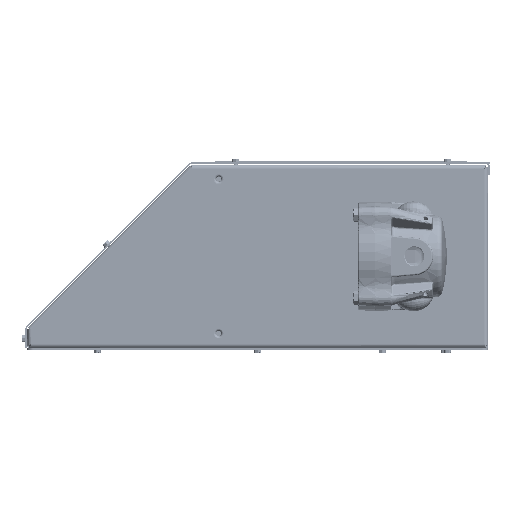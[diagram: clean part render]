
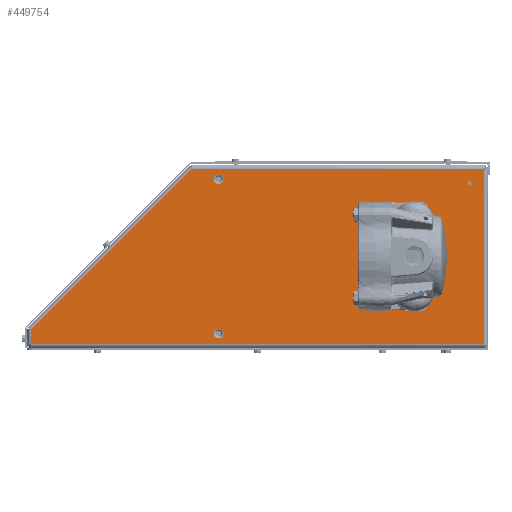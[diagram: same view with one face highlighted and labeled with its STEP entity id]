
A CAD part, left-side view. The second image highlights one B-rep face of the part: STEP entity #449754.
In plain terms, the highlighted planar face has unit normal (-1, 0, 0).
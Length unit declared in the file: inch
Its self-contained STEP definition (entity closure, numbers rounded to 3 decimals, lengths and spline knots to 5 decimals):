
#1108 = CARTESIAN_POINT ( 'NONE',  ( -29.7455, 1.71115, -3.42012 ) ) ;
#3724 = AXIS2_PLACEMENT_3D ( 'NONE', #530845, #187608, #135913 ) ;
#4223 = CARTESIAN_POINT ( 'NONE',  ( -29.7455, 1.70993, 3.11363 ) ) ;
#7594 = DIRECTION ( 'NONE',  ( 0., 0., 1. ) ) ;
#8985 = EDGE_CURVE ( 'NONE', #63106, #119967, #80126, .T. ) ;
#18013 = CARTESIAN_POINT ( 'NONE',  ( -29.7455, -6.8153, 0.76738 ) ) ;
#19259 = DIRECTION ( 'NONE',  ( 1., 0., 0. ) ) ;
#25978 = DIRECTION ( 'NONE',  ( 0., 0.707, -0.707 ) ) ;
#26151 = VERTEX_POINT ( 'NONE', #429174 ) ;
#29267 = EDGE_CURVE ( 'NONE', #510917, #26151, #218521, .T. ) ;
#30095 = DIRECTION ( 'NONE',  ( 1., 0., 0. ) ) ;
#33668 = CARTESIAN_POINT ( 'NONE',  ( -29.7455, 9.8906, 97.48288 ) ) ;
#36891 = ORIENTED_EDGE ( 'NONE', *, *, #461324, .T. ) ;
#38685 = ORIENTED_EDGE ( 'NONE', *, *, #415952, .T. ) ;
#48168 = DIRECTION ( 'NONE',  ( 0., -1., 0. ) ) ;
#57098 = EDGE_LOOP ( 'NONE', ( #520476, #181507, #514970, #565195, #97309 ) ) ;
#63106 = VERTEX_POINT ( 'NONE', #299254 ) ;
#63197 = VERTEX_POINT ( 'NONE', #330585 ) ;
#71812 = CARTESIAN_POINT ( 'NONE',  ( -29.7455, 1.71115, -3.63637 ) ) ;
#78998 = VECTOR ( 'NONE', #302025, 39.37008 ) ;
#80126 = LINE ( 'NONE', #486355, #78998 ) ;
#80254 = CARTESIAN_POINT ( 'NONE',  ( -29.7455, 1.70993, 3.54613 ) ) ;
#81089 = CARTESIAN_POINT ( 'NONE',  ( -29.7455, 0., 0. ) ) ;
#82149 = EDGE_LOOP ( 'NONE', ( #111783, #154719 ) ) ;
#97309 = ORIENTED_EDGE ( 'NONE', *, *, #484558, .T. ) ;
#98472 = ORIENTED_EDGE ( 'NONE', *, *, #244167, .T. ) ;
#108896 = AXIS2_PLACEMENT_3D ( 'NONE', #1108, #176831, #225750 ) ;
#111783 = ORIENTED_EDGE ( 'NONE', *, *, #132683, .T. ) ;
#113612 = CARTESIAN_POINT ( 'NONE',  ( -29.7455, 2.86794, 3.78018 ) ) ;
#117750 = EDGE_CURVE ( 'NONE', #226907, #208454, #557543, .T. ) ;
#119967 = VERTEX_POINT ( 'NONE', #208737 ) ;
#121382 = FACE_OUTER_BOUND ( 'NONE', #57098, .T. ) ;
#129984 = FACE_BOUND ( 'NONE', #160324, .T. ) ;
#132683 = EDGE_CURVE ( 'NONE', #216431, #254257, #487776, .T. ) ;
#135913 = DIRECTION ( 'NONE',  ( 0., 0., -1. ) ) ;
#136426 = AXIS2_PLACEMENT_3D ( 'NONE', #324750, #19259, #146112 ) ;
#146112 = DIRECTION ( 'NONE',  ( 0., 0., -1. ) ) ;
#154719 = ORIENTED_EDGE ( 'NONE', *, *, #158876, .T. ) ;
#157065 = DIRECTION ( 'NONE',  ( 0., 0., -1. ) ) ;
#158876 = EDGE_CURVE ( 'NONE', #254257, #216431, #371917, .T. ) ;
#160324 = EDGE_LOOP ( 'NONE', ( #244413, #545719 ) ) ;
#166793 = VECTOR ( 'NONE', #25978, 39.37008 ) ;
#172306 = CARTESIAN_POINT ( 'NONE',  ( -29.7455, -9.2656, 3.23018 ) ) ;
#172340 = LINE ( 'NONE', #270092, #490930 ) ;
#176831 = DIRECTION ( 'NONE',  ( 1., 0., 0. ) ) ;
#181507 = ORIENTED_EDGE ( 'NONE', *, *, #438908, .T. ) ;
#187608 = DIRECTION ( 'NONE',  ( 1., 0., 0. ) ) ;
#189848 = VERTEX_POINT ( 'NONE', #113612 ) ;
#195418 = DIRECTION ( 'NONE',  ( 0., 0., -1. ) ) ;
#200530 = CIRCLE ( 'NONE', #136426, 0.21625 ) ;
#201998 = AXIS2_PLACEMENT_3D ( 'NONE', #514350, #30095, #157065 ) ;
#204990 = CIRCLE ( 'NONE', #564354, 0.21625 ) ;
#208454 = VERTEX_POINT ( 'NONE', #172306 ) ;
#208737 = CARTESIAN_POINT ( 'NONE',  ( -29.7455, -9.8906, 3.78018 ) ) ;
#211188 = AXIS2_PLACEMENT_3D ( 'NONE', #503859, #241472, #195418 ) ;
#211565 = CARTESIAN_POINT ( 'NONE',  ( -29.7455, 1.71115, -3.42012 ) ) ;
#216431 = VERTEX_POINT ( 'NONE', #18013 ) ;
#218521 = CIRCLE ( 'NONE', #329321, 0.6875 ) ;
#221589 = CIRCLE ( 'NONE', #239703, 0.21625 ) ;
#225750 = DIRECTION ( 'NONE',  ( 0., 0., -1. ) ) ;
#226907 = VERTEX_POINT ( 'NONE', #500884 ) ;
#239206 = CARTESIAN_POINT ( 'NONE',  ( -29.7455, -68.35565, 75.00377 ) ) ;
#239703 = AXIS2_PLACEMENT_3D ( 'NONE', #211565, #387535, #482486 ) ;
#241472 = DIRECTION ( 'NONE',  ( 1., 0., 0. ) ) ;
#244167 = EDGE_CURVE ( 'NONE', #26151, #510917, #569984, .T. ) ;
#244413 = ORIENTED_EDGE ( 'NONE', *, *, #564238, .F. ) ;
#254257 = VERTEX_POINT ( 'NONE', #564876 ) ;
#268544 = VERTEX_POINT ( 'NONE', #80254 ) ;
#269801 = CARTESIAN_POINT ( 'NONE',  ( -29.7455, -9.2656, 3.15518 ) ) ;
#270092 = CARTESIAN_POINT ( 'NONE',  ( -29.7455, 110.7183, -3.87042 ) ) ;
#273983 = EDGE_CURVE ( 'NONE', #119967, #189848, #538283, .T. ) ;
#274711 = CIRCLE ( 'NONE', #108896, 0.21625 ) ;
#282346 = LINE ( 'NONE', #239206, #166793 ) ;
#291245 = ORIENTED_EDGE ( 'NONE', *, *, #356829, .T. ) ;
#299254 = CARTESIAN_POINT ( 'NONE',  ( -29.7455, -9.8906, -3.87042 ) ) ;
#302025 = DIRECTION ( 'NONE',  ( 0., 0., 1. ) ) ;
#305870 = FACE_BOUND ( 'NONE', #495541, .T. ) ;
#305922 = CARTESIAN_POINT ( 'NONE',  ( -29.7455, 9.8906, -3.24248 ) ) ;
#309474 = EDGE_CURVE ( 'NONE', #268544, #536148, #200530, .T. ) ;
#313524 = CARTESIAN_POINT ( 'NONE',  ( -29.7455, -110.7183, 3.78018 ) ) ;
#321561 = ORIENTED_EDGE ( 'NONE', *, *, #29267, .T. ) ;
#324750 = CARTESIAN_POINT ( 'NONE',  ( -29.7455, 1.70993, 3.32988 ) ) ;
#329321 = AXIS2_PLACEMENT_3D ( 'NONE', #461249, #455529, #501599 ) ;
#330002 = EDGE_LOOP ( 'NONE', ( #36891, #342598 ) ) ;
#330585 = CARTESIAN_POINT ( 'NONE',  ( -29.7455, 9.8906, -3.87042 ) ) ;
#332404 = VECTOR ( 'NONE', #515163, 39.37008 ) ;
#342598 = ORIENTED_EDGE ( 'NONE', *, *, #309474, .T. ) ;
#346368 = DIRECTION ( 'NONE',  ( 1., 0., 0. ) ) ;
#347120 = EDGE_CURVE ( 'NONE', #526104, #63197, #474652, .T. ) ;
#356829 = EDGE_CURVE ( 'NONE', #451685, #514063, #274711, .T. ) ;
#360521 = DIRECTION ( 'NONE',  ( -1., 0., 0. ) ) ;
#371917 = CIRCLE ( 'NONE', #3724, 0.6875 ) ;
#373564 = AXIS2_PLACEMENT_3D ( 'NONE', #406475, #360521, #544784 ) ;
#387535 = DIRECTION ( 'NONE',  ( 1., 0., 0. ) ) ;
#392393 = DIRECTION ( 'NONE',  ( 0., 0., -1. ) ) ;
#406475 = CARTESIAN_POINT ( 'NONE',  ( -29.7455, -9.2656, 3.15518 ) ) ;
#415952 = EDGE_CURVE ( 'NONE', #514063, #451685, #221589, .T. ) ;
#427055 = FACE_BOUND ( 'NONE', #476998, .T. ) ;
#428672 = CARTESIAN_POINT ( 'NONE',  ( -29.7455, 1.70993, 3.32988 ) ) ;
#429174 = CARTESIAN_POINT ( 'NONE',  ( -29.7455, -6.8153, -0.85762 ) ) ;
#432611 = CARTESIAN_POINT ( 'NONE',  ( -29.7455, -6.8153, -2.23262 ) ) ;
#438908 = EDGE_CURVE ( 'NONE', #63197, #63106, #172340, .T. ) ;
#446140 = DIRECTION ( 'NONE',  ( 0., 1., 0. ) ) ;
#449754 = ADVANCED_FACE ( 'NONE', ( #129984, #516421, #427055, #559713, #305870, #121382 ), #475936, .F. ) ;
#451685 = VERTEX_POINT ( 'NONE', #71812 ) ;
#455529 = DIRECTION ( 'NONE',  ( 1., 0., 0. ) ) ;
#461249 = CARTESIAN_POINT ( 'NONE',  ( -29.7455, -6.8153, -1.54512 ) ) ;
#461324 = EDGE_CURVE ( 'NONE', #536148, #268544, #204990, .T. ) ;
#471861 = DIRECTION ( 'NONE',  ( 1., 0., 0. ) ) ;
#474036 = AXIS2_PLACEMENT_3D ( 'NONE', #269801, #540733, #7594 ) ;
#474652 = LINE ( 'NONE', #33668, #332404 ) ;
#475936 = PLANE ( 'NONE',  #536070 ) ;
#476998 = EDGE_LOOP ( 'NONE', ( #291245, #38685 ) ) ;
#477602 = DIRECTION ( 'NONE',  ( 0., 0., -1. ) ) ;
#482486 = DIRECTION ( 'NONE',  ( 0., 0., -1. ) ) ;
#484558 = EDGE_CURVE ( 'NONE', #189848, #526104, #282346, .T. ) ;
#486355 = CARTESIAN_POINT ( 'NONE',  ( -29.7455, -9.8906, -104.69812 ) ) ;
#487776 = CIRCLE ( 'NONE', #211188, 0.6875 ) ;
#490930 = VECTOR ( 'NONE', #48168, 39.37008 ) ;
#495541 = EDGE_LOOP ( 'NONE', ( #321561, #98472 ) ) ;
#500884 = CARTESIAN_POINT ( 'NONE',  ( -29.7455, -9.2656, 3.08018 ) ) ;
#501599 = DIRECTION ( 'NONE',  ( 0., 0., -1. ) ) ;
#503859 = CARTESIAN_POINT ( 'NONE',  ( -29.7455, -6.8153, 1.45488 ) ) ;
#510917 = VERTEX_POINT ( 'NONE', #432611 ) ;
#514005 = CARTESIAN_POINT ( 'NONE',  ( -29.7455, 1.71115, -3.20387 ) ) ;
#514063 = VERTEX_POINT ( 'NONE', #514005 ) ;
#514350 = CARTESIAN_POINT ( 'NONE',  ( -29.7455, -6.8153, -1.54512 ) ) ;
#514970 = ORIENTED_EDGE ( 'NONE', *, *, #8985, .T. ) ;
#515163 = DIRECTION ( 'NONE',  ( 0., 0., -1. ) ) ;
#516421 = FACE_BOUND ( 'NONE', #330002, .T. ) ;
#520476 = ORIENTED_EDGE ( 'NONE', *, *, #347120, .T. ) ;
#526104 = VERTEX_POINT ( 'NONE', #305922 ) ;
#529332 = CIRCLE ( 'NONE', #474036, 0.075 ) ;
#530845 = CARTESIAN_POINT ( 'NONE',  ( -29.7455, -6.8153, 1.45488 ) ) ;
#536070 = AXIS2_PLACEMENT_3D ( 'NONE', #81089, #346368, #392393 ) ;
#536148 = VERTEX_POINT ( 'NONE', #4223 ) ;
#538283 = LINE ( 'NONE', #313524, #562002 ) ;
#540733 = DIRECTION ( 'NONE',  ( -1., 0., 0. ) ) ;
#544784 = DIRECTION ( 'NONE',  ( 0., 0., 1. ) ) ;
#545719 = ORIENTED_EDGE ( 'NONE', *, *, #117750, .F. ) ;
#557543 = CIRCLE ( 'NONE', #373564, 0.075 ) ;
#559713 = FACE_BOUND ( 'NONE', #82149, .T. ) ;
#562002 = VECTOR ( 'NONE', #446140, 39.37008 ) ;
#564238 = EDGE_CURVE ( 'NONE', #208454, #226907, #529332, .T. ) ;
#564354 = AXIS2_PLACEMENT_3D ( 'NONE', #428672, #471861, #477602 ) ;
#564876 = CARTESIAN_POINT ( 'NONE',  ( -29.7455, -6.8153, 2.14238 ) ) ;
#565195 = ORIENTED_EDGE ( 'NONE', *, *, #273983, .T. ) ;
#569984 = CIRCLE ( 'NONE', #201998, 0.6875 ) ;
